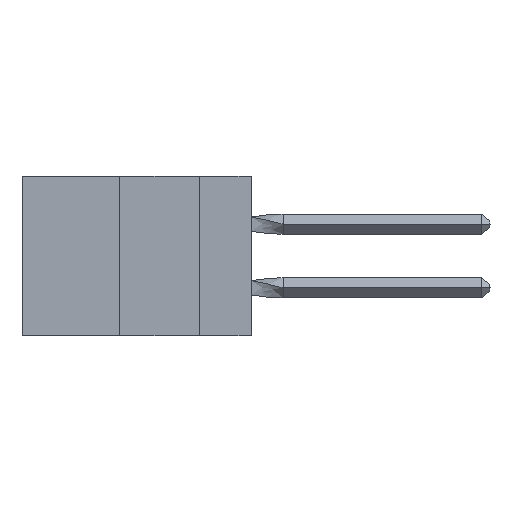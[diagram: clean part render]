
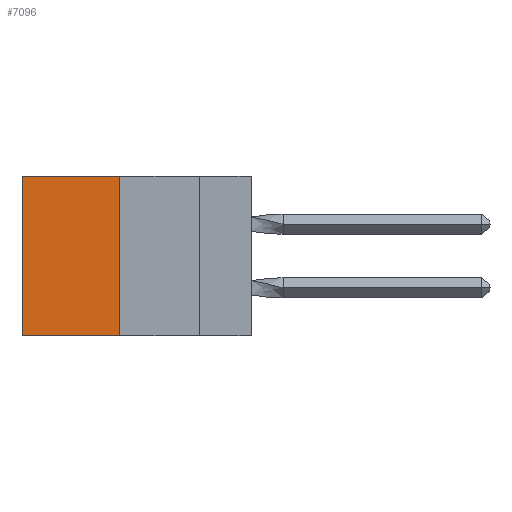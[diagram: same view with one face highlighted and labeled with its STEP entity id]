
A CAD part, left-side view. The second image highlights one B-rep face of the part: STEP entity #7096.
In plain terms, the highlighted planar face has unit normal (-1, 0, 0).
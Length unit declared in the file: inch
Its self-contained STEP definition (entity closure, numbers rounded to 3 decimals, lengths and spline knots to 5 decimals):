
#336 = VERTEX_POINT ( 'NONE', #7528 ) ;
#474 = LINE ( 'NONE', #5763, #9243 ) ;
#481 = EDGE_CURVE ( 'NONE', #336, #7165, #7146, .T. ) ;
#1086 = CARTESIAN_POINT ( 'NONE',  ( 0.305, 0.72, -0.5 ) ) ;
#1817 = VERTEX_POINT ( 'NONE', #8073 ) ;
#2569 = ORIENTED_EDGE ( 'NONE', *, *, #4557, .F. ) ;
#3141 = VERTEX_POINT ( 'NONE', #1086 ) ;
#3672 = CARTESIAN_POINT ( 'NONE',  ( 0.305, 0.413, -0.5 ) ) ;
#4008 = DIRECTION ( 'NONE',  ( 1., 0., 0. ) ) ;
#4184 = CARTESIAN_POINT ( 'NONE',  ( 0.305, 0.413, -0.5 ) ) ;
#4324 = VECTOR ( 'NONE', #9688, 39.37008 ) ;
#4557 = EDGE_CURVE ( 'NONE', #7165, #3141, #12151, .T. ) ;
#4576 = ORIENTED_EDGE ( 'NONE', *, *, #481, .F. ) ;
#4821 = ORIENTED_EDGE ( 'NONE', *, *, #5873, .T. ) ;
#4842 = FACE_OUTER_BOUND ( 'NONE', #6452, .T. ) ;
#5346 = CARTESIAN_POINT ( 'NONE',  ( 0.305, 0.413, -0.5 ) ) ;
#5763 = CARTESIAN_POINT ( 'NONE',  ( 0.305, 0.413, 0. ) ) ;
#5873 = EDGE_CURVE ( 'NONE', #1817, #3141, #11626, .T. ) ;
#6239 = DIRECTION ( 'NONE',  ( 0., 0., -1. ) ) ;
#6452 = EDGE_LOOP ( 'NONE', ( #4821, #2569, #4576, #10876 ) ) ;
#7096 = ADVANCED_FACE ( 'NONE', ( #4842 ), #8310, .F. ) ;
#7146 = LINE ( 'NONE', #8778, #4324 ) ;
#7165 = VERTEX_POINT ( 'NONE', #5346 ) ;
#7528 = CARTESIAN_POINT ( 'NONE',  ( 0.305, 0.413, 0. ) ) ;
#8073 = CARTESIAN_POINT ( 'NONE',  ( 0.305, 0.72, 0. ) ) ;
#8307 = DIRECTION ( 'NONE',  ( 0., 1., 0. ) ) ;
#8310 = PLANE ( 'NONE',  #12848 ) ;
#8503 = VECTOR ( 'NONE', #6239, 39.37008 ) ;
#8778 = CARTESIAN_POINT ( 'NONE',  ( 0.305, 0.413, -0.5 ) ) ;
#9168 = EDGE_CURVE ( 'NONE', #336, #1817, #474, .T. ) ;
#9243 = VECTOR ( 'NONE', #8307, 39.37008 ) ;
#9688 = DIRECTION ( 'NONE',  ( 0., 0., -1. ) ) ;
#10340 = VECTOR ( 'NONE', #13325, 39.37008 ) ;
#10876 = ORIENTED_EDGE ( 'NONE', *, *, #9168, .T. ) ;
#11521 = DIRECTION ( 'NONE',  ( 0., 0., -1. ) ) ;
#11626 = LINE ( 'NONE', #13592, #8503 ) ;
#12151 = LINE ( 'NONE', #3672, #10340 ) ;
#12848 = AXIS2_PLACEMENT_3D ( 'NONE', #4184, #4008, #11521 ) ;
#13325 = DIRECTION ( 'NONE',  ( 0., 1., 0. ) ) ;
#13592 = CARTESIAN_POINT ( 'NONE',  ( 0.305, 0.72, -0.5 ) ) ;
